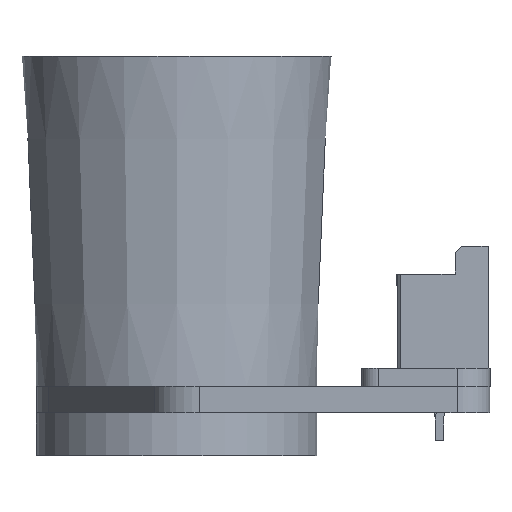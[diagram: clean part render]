
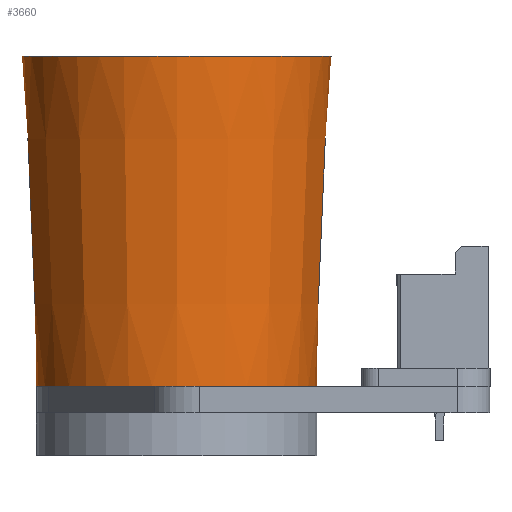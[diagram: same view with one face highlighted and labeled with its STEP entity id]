
A CAD part, left-side view. The second image highlights one B-rep face of the part: STEP entity #3660.
In plain terms, the highlighted conical face has half-angle 2.5 degrees and reference radius 8.5 mm.
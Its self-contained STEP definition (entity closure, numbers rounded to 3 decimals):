
#37=CONICAL_SURFACE('',#3898,8.5,0.044);
#251=FACE_OUTER_BOUND('',#457,.T.);
#457=EDGE_LOOP('',(#2578,#2579,#2580,#2581));
#675=LINE('',#5158,#1163);
#1163=VECTOR('',#4165,8.5);
#1652=CIRCLE('',#3899,9.373);
#1653=CIRCLE('',#3900,8.5);
#1696=VERTEX_POINT('',#5155);
#1697=VERTEX_POINT('',#5157);
#2043=EDGE_CURVE('',#1696,#1696,#1652,.T.);
#2044=EDGE_CURVE('',#1696,#1697,#675,.T.);
#2045=EDGE_CURVE('',#1697,#1697,#1653,.T.);
#2578=ORIENTED_EDGE('',*,*,#2043,.F.);
#2579=ORIENTED_EDGE('',*,*,#2044,.T.);
#2580=ORIENTED_EDGE('',*,*,#2045,.T.);
#2581=ORIENTED_EDGE('',*,*,#2044,.F.);
#3660=ADVANCED_FACE('',(#251),#37,.T.);
#3898=AXIS2_PLACEMENT_3D('',#5154,#4161,#4162);
#3899=AXIS2_PLACEMENT_3D('',#5156,#4163,#4164);
#3900=AXIS2_PLACEMENT_3D('',#5159,#4166,#4167);
#4161=DIRECTION('center_axis',(0.,0.,1.));
#4162=DIRECTION('ref_axis',(1.,0.,0.));
#4163=DIRECTION('center_axis',(0.,0.,1.));
#4164=DIRECTION('ref_axis',(1.,0.,0.));
#4165=DIRECTION('',(0.044,0.,-0.999));
#4166=DIRECTION('center_axis',(0.,0.,1.));
#4167=DIRECTION('ref_axis',(1.,0.,0.));
#5154=CARTESIAN_POINT('Origin',(0.,0.,0.));
#5155=CARTESIAN_POINT('',(-9.373,0.,20.));
#5156=CARTESIAN_POINT('Origin',(0.,0.,20.));
#5157=CARTESIAN_POINT('',(-8.5,0.,0.));
#5158=CARTESIAN_POINT('',(-8.5,0.,0.));
#5159=CARTESIAN_POINT('Origin',(0.,0.,0.));
